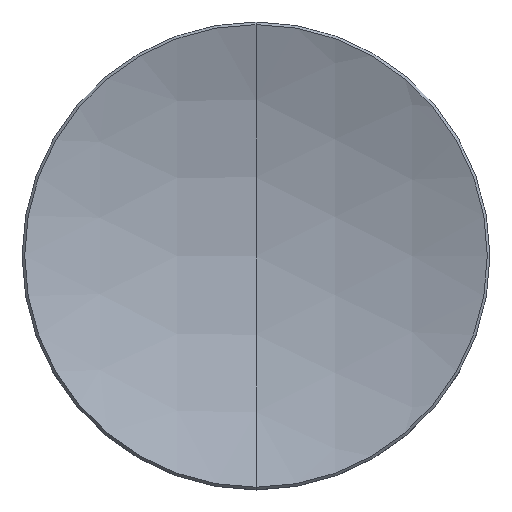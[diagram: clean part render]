
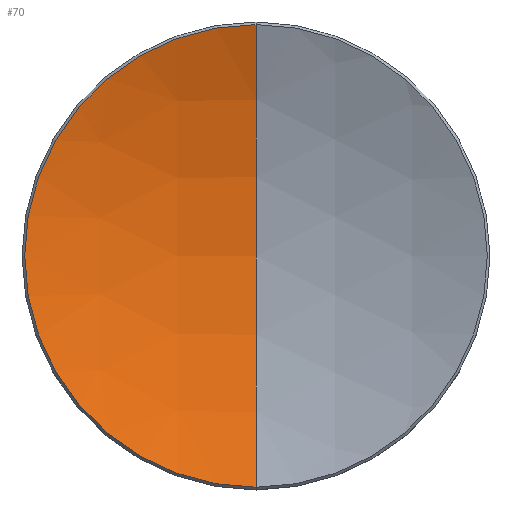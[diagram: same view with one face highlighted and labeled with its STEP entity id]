
A CAD part, top view. The second image highlights one B-rep face of the part: STEP entity #70.
In plain terms, the highlighted spherical face has radius 34.5 mm.
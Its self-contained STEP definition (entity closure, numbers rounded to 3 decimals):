
#1 = ORIENTED_EDGE ( 'NONE', *, *, #68, .F. ) ;
#2 = EDGE_LOOP ( 'NONE', ( #1, #64, #6 ) ) ;
#6 = ORIENTED_EDGE ( 'NONE', *, *, #36, .F. ) ;
#7 = EDGE_CURVE ( 'NONE', #72, #27, #82, .T. ) ;
#27 = VERTEX_POINT ( 'NONE', #217 ) ;
#36 = EDGE_CURVE ( 'NONE', #73, #27, #198, .T. ) ;
#64 = ORIENTED_EDGE ( 'NONE', *, *, #7, .T. ) ;
#68 = EDGE_CURVE ( 'NONE', #72, #73, #342, .T. ) ;
#70 = ADVANCED_FACE ( 'NONE', ( #387 ), #340, .F. ) ;
#72 = VERTEX_POINT ( 'NONE', #361 ) ;
#73 = VERTEX_POINT ( 'NONE', #360 ) ;
#77 = DIRECTION ( 'NONE',  ( 0., 1., 0. ) ) ;
#78 = DIRECTION ( 'NONE',  ( 1., 0., 0. ) ) ;
#79 = CARTESIAN_POINT ( 'NONE',  ( 0., 0., 36.25 ) ) ;
#80 = AXIS2_PLACEMENT_3D ( 'NONE', #79, #78, #77 ) ;
#82 = CIRCLE ( 'NONE', #80, 34.5 ) ;
#198 = CIRCLE ( 'NONE', #214, 34.5 ) ;
#211 = DIRECTION ( 'NONE',  ( 0., 0., 1. ) ) ;
#212 = DIRECTION ( 'NONE',  ( -1., 0., 0. ) ) ;
#213 = CARTESIAN_POINT ( 'NONE',  ( 0., 0., 36.25 ) ) ;
#214 = AXIS2_PLACEMENT_3D ( 'NONE', #213, #212, #211 ) ;
#217 = CARTESIAN_POINT ( 'NONE',  ( 0., 0., 1.75 ) ) ;
#296 = DIRECTION ( 'NONE',  ( 0., 1., 0. ) ) ;
#297 = DIRECTION ( 'NONE',  ( 1., 0., 0. ) ) ;
#298 = CARTESIAN_POINT ( 'NONE',  ( 0., 0., 36.25 ) ) ;
#299 = AXIS2_PLACEMENT_3D ( 'NONE', #298, #297, #296 ) ;
#302 = CARTESIAN_POINT ( 'NONE',  ( 0., 0., 4.117 ) ) ;
#340 = SPHERICAL_SURFACE ( 'NONE', #299, 34.5 ) ;
#342 = CIRCLE ( 'NONE', #401, 12.559 ) ;
#360 = CARTESIAN_POINT ( 'NONE',  ( 0., 12.559, 4.117 ) ) ;
#361 = CARTESIAN_POINT ( 'NONE',  ( 0., -12.559, 4.117 ) ) ;
#387 = FACE_OUTER_BOUND ( 'NONE', #2, .T. ) ;
#399 = DIRECTION ( 'NONE',  ( 0., 1., 0. ) ) ;
#400 = DIRECTION ( 'NONE',  ( 0., 0., -1. ) ) ;
#401 = AXIS2_PLACEMENT_3D ( 'NONE', #302, #400, #399 ) ;
